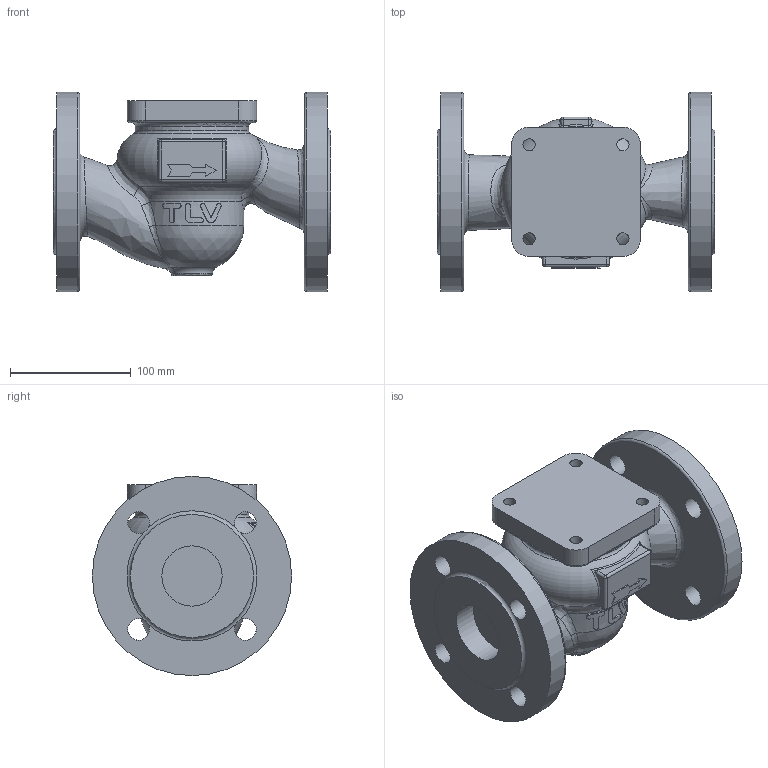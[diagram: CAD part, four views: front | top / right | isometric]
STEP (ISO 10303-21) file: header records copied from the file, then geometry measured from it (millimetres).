
FILE_DESCRIPTION(/* description */ (''),/* implementation_level */ '2;1');
FILE_NAME(/* name */ 'rct16-050-e0025-00.stp',/* time_stamp */ '2018-11-13T07:28:43+09:00',/* author */ ('nakaot'),/* organization */ (''),/* preprocessor_version */ 'ST-DEVELOPER v15.6',/* originating_system */ 'Autodesk Inventor 2015',/* authorisation */ '');
FILE_SCHEMA (('CONFIG_CONTROL_DESIGN'));
Length unit declared in the file: millimetre
Products named in the file (1): rct16-050-e0025-00
Bounding box: 230 x 165 x 165 mm (x, y, z)
Volume: 2103123.3 mm3; surface area: 191317.1 mm2
Topology: 1 solids, 1 shells, 180 faces, 461 edges, 281 vertices
Faces by surface type: bspline 54, plane 50, cylinder 45, torus 20, sphere 10, cone 1
Full cylindrical faces by diameter (mm): 10.106 x4, 18 x8, 50 x2, 94 x1, 165 x2
Entity records: 8883 total; most frequent: CARTESIAN_POINT 4984, ORIENTED_EDGE 830, DIRECTION 710, EDGE_CURVE 415, AXIS2_PLACEMENT_3D 294, VERTEX_POINT 264, EDGE_LOOP 231, FACE_OUTER_BOUND 180
